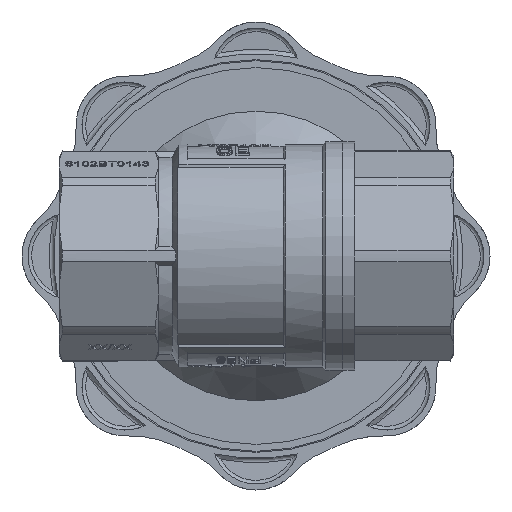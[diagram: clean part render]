
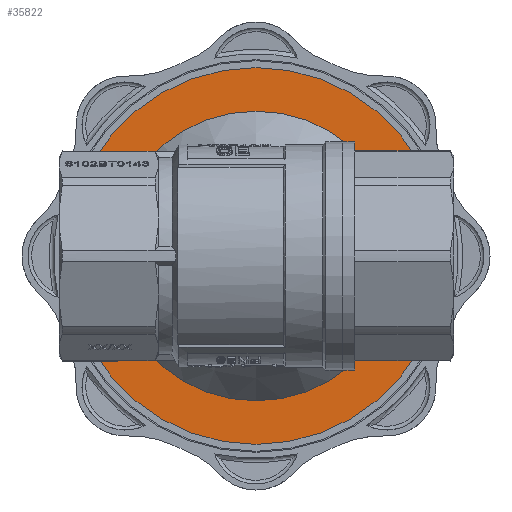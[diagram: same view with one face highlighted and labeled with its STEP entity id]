
A CAD part, front view. The second image highlights one B-rep face of the part: STEP entity #35822.
In plain terms, the highlighted face is planar.
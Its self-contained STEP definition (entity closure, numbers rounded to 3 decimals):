
#9889=ORIENTED_EDGE('',*,*,#20283,.F.);
#9890=ORIENTED_EDGE('',*,*,#20322,.T.);
#20283=EDGE_CURVE('',#25574,#25574,#29131,.T.);
#20322=EDGE_CURVE('',#25609,#25609,#29150,.T.);
#25574=VERTEX_POINT('',#65132);
#25609=VERTEX_POINT('',#65226);
#29131=CIRCLE('',#49543,36.5);
#29150=CIRCLE('',#49570,47.5);
#29757=EDGE_LOOP('',(#9889));
#29758=EDGE_LOOP('',(#9890));
#31993=FACE_BOUND('',#29757,.T.);
#31994=FACE_BOUND('',#29758,.T.);
#34013=PLANE('',#49569);
#35822=ADVANCED_FACE('',(#31993,#31994),#34013,.T.);
#49543=AXIS2_PLACEMENT_3D('',#65131,#53460,#53461);
#49569=AXIS2_PLACEMENT_3D('',#65224,#53528,#53529);
#49570=AXIS2_PLACEMENT_3D('',#65225,#53530,#53531);
#53460=DIRECTION('',(-1.,0.,0.));
#53461=DIRECTION('',(0.,0.,1.));
#53528=DIRECTION('',(-1.,0.,0.));
#53529=DIRECTION('',(0.,0.,1.));
#53530=DIRECTION('',(-1.,0.,0.));
#53531=DIRECTION('',(0.,0.,1.));
#65131=CARTESIAN_POINT('',(36.5,0.,0.));
#65132=CARTESIAN_POINT('',(36.5,0.,36.5));
#65224=CARTESIAN_POINT('',(36.5,0.,36.5));
#65225=CARTESIAN_POINT('',(36.5,0.,0.));
#65226=CARTESIAN_POINT('',(36.5,0.,47.5));
